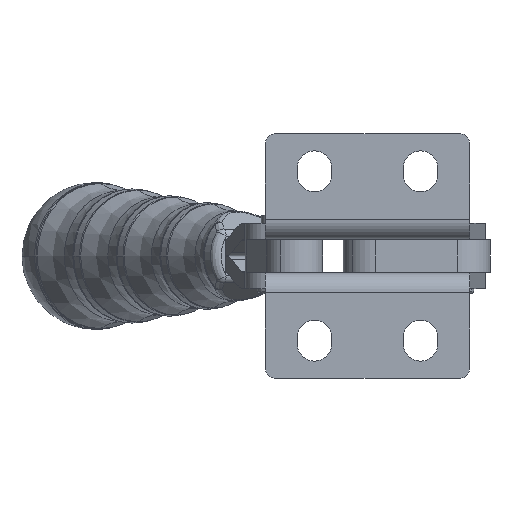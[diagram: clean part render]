
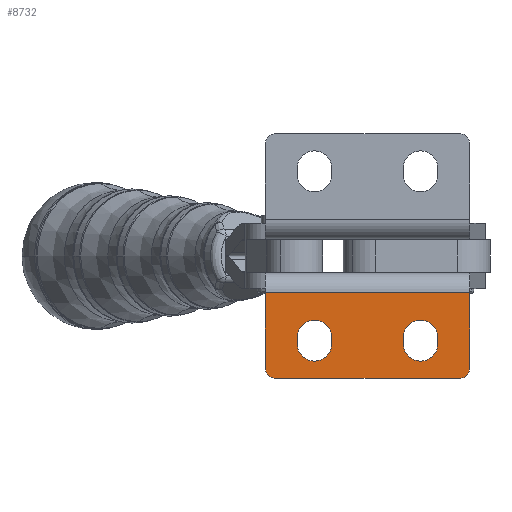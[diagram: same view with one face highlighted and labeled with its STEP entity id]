
A CAD part, front view. The second image highlights one B-rep face of the part: STEP entity #8732.
In plain terms, the highlighted free-form (B-spline) face has degree [1, 1] with [2, 2] control points.
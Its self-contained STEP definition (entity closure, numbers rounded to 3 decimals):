
#786=CARTESIAN_POINT('',(-40.66,0.,-37.267));
#787=VERTEX_POINT('',#786);
#796=CARTESIAN_POINT('',(-42.428,0.,-37.999));
#797=VERTEX_POINT('',#796);
#798=CARTESIAN_POINT('',(-42.428,0.,-35.499));
#799=DIRECTION('',(0.,-1.,0.));
#800=DIRECTION('',(0.707,0.,-0.707));
#801=AXIS2_PLACEMENT_3D('',#798,#799,#800);
#802=CIRCLE('',#801,2.5);
#803=EDGE_CURVE('',#797,#787,#802,.T.);
#849=CARTESIAN_POINT('',(-89.196,0.,-37.267));
#850=VERTEX_POINT('',#849);
#859=CARTESIAN_POINT('',(-89.928,0.,-35.499));
#860=VERTEX_POINT('',#859);
#861=CARTESIAN_POINT('',(-87.428,0.,-35.499));
#862=DIRECTION('',(0.,-1.,0.));
#863=DIRECTION('',(-0.707,0.,-0.707));
#864=AXIS2_PLACEMENT_3D('',#861,#862,#863);
#865=CIRCLE('',#864,2.5);
#866=EDGE_CURVE('',#860,#850,#865,.T.);
#914=CARTESIAN_POINT('',(-77.928,0.,-23.749));
#915=VERTEX_POINT('',#914);
#931=CARTESIAN_POINT('',(-73.678,0.,-27.999));
#932=VERTEX_POINT('',#931);
#939=CARTESIAN_POINT('',(-77.928,0.,-27.999));
#940=DIRECTION('',(0.0,-1.0,0.0));
#941=DIRECTION('',(0.0,0.0,-1.0));
#942=AXIS2_PLACEMENT_3D('',#939,#940,#941);
#943=CIRCLE('',#942,4.25);
#944=EDGE_CURVE('',#932,#915,#943,.T.);
#977=CARTESIAN_POINT('',(-77.928,0.,-33.749));
#978=VERTEX_POINT('',#977);
#994=CARTESIAN_POINT('',(-82.178,0.,-29.499));
#995=VERTEX_POINT('',#994);
#1002=CARTESIAN_POINT('',(-77.928,0.,-29.499));
#1003=DIRECTION('',(0.0,-1.0,0.0));
#1004=DIRECTION('',(0.0,0.0,1.0));
#1005=AXIS2_PLACEMENT_3D('',#1002,#1003,#1004);
#1006=CIRCLE('',#1005,4.25);
#1007=EDGE_CURVE('',#995,#978,#1006,.T.);
#1040=CARTESIAN_POINT('',(-51.928,0.,-23.749));
#1041=VERTEX_POINT('',#1040);
#1057=CARTESIAN_POINT('',(-47.678,0.,-27.999));
#1058=VERTEX_POINT('',#1057);
#1065=CARTESIAN_POINT('',(-51.928,0.,-27.999));
#1066=DIRECTION('',(0.0,-1.0,0.0));
#1067=DIRECTION('',(0.0,0.0,-1.0));
#1068=AXIS2_PLACEMENT_3D('',#1065,#1066,#1067);
#1069=CIRCLE('',#1068,4.25);
#1070=EDGE_CURVE('',#1058,#1041,#1069,.T.);
#1103=CARTESIAN_POINT('',(-51.928,0.,-33.749));
#1104=VERTEX_POINT('',#1103);
#1120=CARTESIAN_POINT('',(-56.178,0.,-29.499));
#1121=VERTEX_POINT('',#1120);
#1128=CARTESIAN_POINT('',(-51.928,0.,-29.499));
#1129=DIRECTION('',(0.0,-1.0,0.0));
#1130=DIRECTION('',(0.0,0.0,1.0));
#1131=AXIS2_PLACEMENT_3D('',#1128,#1129,#1130);
#1132=CIRCLE('',#1131,4.25);
#1133=EDGE_CURVE('',#1121,#1104,#1132,.T.);
#8518=CARTESIAN_POINT('',(-89.928,0.,-17.));
#8519=VERTEX_POINT('',#8518);
#8529=CARTESIAN_POINT('',(-39.928,0.,-17.));
#8530=VERTEX_POINT('',#8529);
#8531=CARTESIAN_POINT('',(-89.928,0.,-17.));
#8532=DIRECTION('',(1.0,0.0,0.0));
#8533=VECTOR('',#8532,50.);
#8534=LINE('',#8531,#8533);
#8535=EDGE_CURVE('',#8519,#8530,#8534,.T.);
#8618=CARTESIAN_POINT('',(-89.928,0.,-17.));
#8619=CARTESIAN_POINT('',(-39.928,0.,-17.));
#8620=CARTESIAN_POINT('',(-89.928,0.,-37.999));
#8621=CARTESIAN_POINT('',(-39.928,0.,-37.999));
#8622=B_SPLINE_SURFACE_WITH_KNOTS('',1,1,((#8618,#8620),(#8619,#8621)),.UNSPECIFIED.,.F.,.F.,.U.,(2,2),(2,2),(0.0,50.),(0.0,20.999),.UNSPECIFIED.);
#8623=ORIENTED_EDGE('',*,*,#8535,.F.);
#8624=CARTESIAN_POINT('',(-89.928,0.,-35.499));
#8625=DIRECTION('',(0.0,0.0,1.0));
#8626=VECTOR('',#8625,18.499);
#8627=LINE('',#8624,#8626);
#8628=EDGE_CURVE('',#860,#8519,#8627,.T.);
#8629=ORIENTED_EDGE('',*,*,#8628,.F.);
#8630=ORIENTED_EDGE('',*,*,#866,.T.);
#8631=CARTESIAN_POINT('',(-87.428,0.,-37.999));
#8632=VERTEX_POINT('',#8631);
#8633=CARTESIAN_POINT('',(-87.428,0.,-35.499));
#8634=DIRECTION('',(0.,-1.,0.));
#8635=DIRECTION('',(-0.707,0.,-0.707));
#8636=AXIS2_PLACEMENT_3D('',#8633,#8634,#8635);
#8637=CIRCLE('',#8636,2.5);
#8638=EDGE_CURVE('',#850,#8632,#8637,.T.);
#8639=ORIENTED_EDGE('',*,*,#8638,.T.);
#8640=CARTESIAN_POINT('',(-42.428,0.,-37.999));
#8641=DIRECTION('',(-1.0,0.0,0.0));
#8642=VECTOR('',#8641,45.);
#8643=LINE('',#8640,#8642);
#8644=EDGE_CURVE('',#797,#8632,#8643,.T.);
#8645=ORIENTED_EDGE('',*,*,#8644,.F.);
#8646=ORIENTED_EDGE('',*,*,#803,.T.);
#8647=CARTESIAN_POINT('',(-39.928,0.,-35.499));
#8648=VERTEX_POINT('',#8647);
#8649=CARTESIAN_POINT('',(-42.428,0.,-35.499));
#8650=DIRECTION('',(0.,-1.,0.));
#8651=DIRECTION('',(0.707,0.,-0.707));
#8652=AXIS2_PLACEMENT_3D('',#8649,#8650,#8651);
#8653=CIRCLE('',#8652,2.5);
#8654=EDGE_CURVE('',#787,#8648,#8653,.T.);
#8655=ORIENTED_EDGE('',*,*,#8654,.T.);
#8656=CARTESIAN_POINT('',(-39.928,0.,-17.));
#8657=DIRECTION('',(0.0,0.0,-1.0));
#8658=VECTOR('',#8657,18.499);
#8659=LINE('',#8656,#8658);
#8660=EDGE_CURVE('',#8530,#8648,#8659,.T.);
#8661=ORIENTED_EDGE('',*,*,#8660,.F.);
#8662=EDGE_LOOP('',(#8623,#8629,#8630,#8639,#8645,#8646,#8655,#8661));
#8663=FACE_OUTER_BOUND('',#8662,.T.);
#8664=CARTESIAN_POINT('',(-56.178,0.,-27.999));
#8665=VERTEX_POINT('',#8664);
#8666=CARTESIAN_POINT('',(-56.178,0.,-27.999));
#8667=DIRECTION('',(0.0,0.0,-1.0));
#8668=VECTOR('',#8667,1.5);
#8669=LINE('',#8666,#8668);
#8670=EDGE_CURVE('',#8665,#1121,#8669,.T.);
#8671=ORIENTED_EDGE('',*,*,#8670,.F.);
#8672=CARTESIAN_POINT('',(-51.928,0.,-27.999));
#8673=DIRECTION('',(0.0,-1.0,0.0));
#8674=DIRECTION('',(0.0,0.0,-1.0));
#8675=AXIS2_PLACEMENT_3D('',#8672,#8673,#8674);
#8676=CIRCLE('',#8675,4.25);
#8677=EDGE_CURVE('',#1041,#8665,#8676,.T.);
#8678=ORIENTED_EDGE('',*,*,#8677,.F.);
#8679=ORIENTED_EDGE('',*,*,#1070,.F.);
#8680=CARTESIAN_POINT('',(-47.678,0.,-29.499));
#8681=VERTEX_POINT('',#8680);
#8682=CARTESIAN_POINT('',(-47.678,0.,-29.499));
#8683=DIRECTION('',(0.0,0.0,1.0));
#8684=VECTOR('',#8683,1.5);
#8685=LINE('',#8682,#8684);
#8686=EDGE_CURVE('',#8681,#1058,#8685,.T.);
#8687=ORIENTED_EDGE('',*,*,#8686,.F.);
#8688=CARTESIAN_POINT('',(-51.928,0.,-29.499));
#8689=DIRECTION('',(0.0,-1.0,0.0));
#8690=DIRECTION('',(0.0,0.0,1.0));
#8691=AXIS2_PLACEMENT_3D('',#8688,#8689,#8690);
#8692=CIRCLE('',#8691,4.25);
#8693=EDGE_CURVE('',#1104,#8681,#8692,.T.);
#8694=ORIENTED_EDGE('',*,*,#8693,.F.);
#8695=ORIENTED_EDGE('',*,*,#1133,.F.);
#8696=EDGE_LOOP('',(#8671,#8678,#8679,#8687,#8694,#8695));
#8697=FACE_BOUND('',#8696,.T.);
#8698=CARTESIAN_POINT('',(-82.178,0.,-27.999));
#8699=VERTEX_POINT('',#8698);
#8700=CARTESIAN_POINT('',(-82.178,0.,-27.999));
#8701=DIRECTION('',(0.0,0.0,-1.0));
#8702=VECTOR('',#8701,1.5);
#8703=LINE('',#8700,#8702);
#8704=EDGE_CURVE('',#8699,#995,#8703,.T.);
#8705=ORIENTED_EDGE('',*,*,#8704,.F.);
#8706=CARTESIAN_POINT('',(-77.928,0.,-27.999));
#8707=DIRECTION('',(0.0,-1.0,0.0));
#8708=DIRECTION('',(0.0,0.0,-1.0));
#8709=AXIS2_PLACEMENT_3D('',#8706,#8707,#8708);
#8710=CIRCLE('',#8709,4.25);
#8711=EDGE_CURVE('',#915,#8699,#8710,.T.);
#8712=ORIENTED_EDGE('',*,*,#8711,.F.);
#8713=ORIENTED_EDGE('',*,*,#944,.F.);
#8714=CARTESIAN_POINT('',(-73.678,0.,-29.499));
#8715=VERTEX_POINT('',#8714);
#8716=CARTESIAN_POINT('',(-73.678,0.,-29.499));
#8717=DIRECTION('',(0.0,0.0,1.0));
#8718=VECTOR('',#8717,1.5);
#8719=LINE('',#8716,#8718);
#8720=EDGE_CURVE('',#8715,#932,#8719,.T.);
#8721=ORIENTED_EDGE('',*,*,#8720,.F.);
#8722=CARTESIAN_POINT('',(-77.928,0.,-29.499));
#8723=DIRECTION('',(0.0,-1.0,0.0));
#8724=DIRECTION('',(0.0,0.0,1.0));
#8725=AXIS2_PLACEMENT_3D('',#8722,#8723,#8724);
#8726=CIRCLE('',#8725,4.25);
#8727=EDGE_CURVE('',#978,#8715,#8726,.T.);
#8728=ORIENTED_EDGE('',*,*,#8727,.F.);
#8729=ORIENTED_EDGE('',*,*,#1007,.F.);
#8730=EDGE_LOOP('',(#8705,#8712,#8713,#8721,#8728,#8729));
#8731=FACE_BOUND('',#8730,.T.);
#8732=ADVANCED_FACE('',(#8663,#8697,#8731),#8622,.F.);
